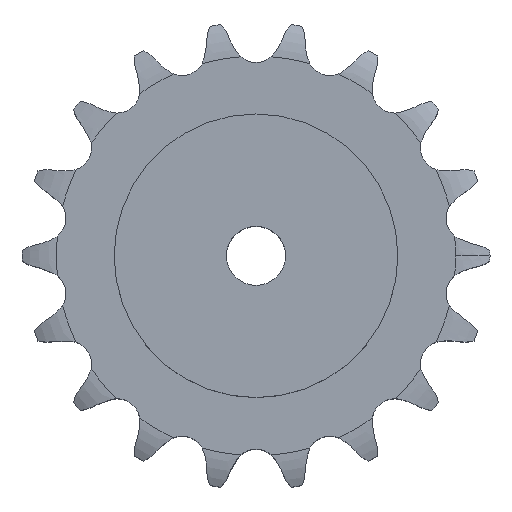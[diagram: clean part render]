
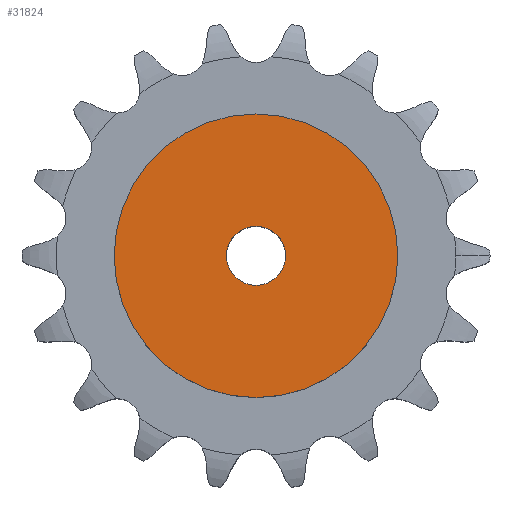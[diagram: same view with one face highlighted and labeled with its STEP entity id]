
A CAD part, top view. The second image highlights one B-rep face of the part: STEP entity #31824.
In plain terms, the highlighted planar face has unit normal (0, 0, 1).
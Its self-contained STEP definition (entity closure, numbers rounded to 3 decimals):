
#17132 = CYLINDRICAL_SURFACE('',#17133,12.5);
#17133 = AXIS2_PLACEMENT_3D('',#17134,#17135,#17136);
#17134 = CARTESIAN_POINT('',(0.,0.,317.399));
#17135 = DIRECTION('',(0.,0.,1.));
#17136 = DIRECTION('',(1.,0.,0.));
#21792 = EDGE_CURVE('',#21793,#21793,#21795,.T.);
#21793 = VERTEX_POINT('',#21794);
#21794 = CARTESIAN_POINT('',(12.5,0.,80.));
#21795 = SURFACE_CURVE('',#21796,(#21801,#21808),.PCURVE_S1.);
#21796 = CIRCLE('',#21797,12.5);
#21797 = AXIS2_PLACEMENT_3D('',#21798,#21799,#21800);
#21798 = CARTESIAN_POINT('',(0.,0.,80.));
#21799 = DIRECTION('',(0.,0.,1.));
#21800 = DIRECTION('',(1.,0.,0.));
#21801 = PCURVE('',#17132,#21802);
#21802 = DEFINITIONAL_REPRESENTATION('',(#21803),#21807);
#21803 = LINE('',#21804,#21805);
#21804 = CARTESIAN_POINT('',(0.,-237.399));
#21805 = VECTOR('',#21806,1.);
#21806 = DIRECTION('',(1.,0.));
#21807 = ( GEOMETRIC_REPRESENTATION_CONTEXT(2) 
PARAMETRIC_REPRESENTATION_CONTEXT() REPRESENTATION_CONTEXT('2D SPACE',''
  ) );
#21808 = PCURVE('',#21809,#21814);
#21809 = PLANE('',#21810);
#21810 = AXIS2_PLACEMENT_3D('',#21811,#21812,#21813);
#21811 = CARTESIAN_POINT('',(0.,0.,80.)
  );
#21812 = DIRECTION('',(0.,0.,1.));
#21813 = DIRECTION('',(1.,0.,0.));
#21814 = DEFINITIONAL_REPRESENTATION('',(#21815),#21819);
#21815 = CIRCLE('',#21816,12.5);
#21816 = AXIS2_PLACEMENT_2D('',#21817,#21818);
#21817 = CARTESIAN_POINT('',(0.,0.));
#21818 = DIRECTION('',(1.,0.));
#21819 = ( GEOMETRIC_REPRESENTATION_CONTEXT(2) 
PARAMETRIC_REPRESENTATION_CONTEXT() REPRESENTATION_CONTEXT('2D SPACE',''
  ) );
#31824 = ADVANCED_FACE('',(#31825,#31856),#21809,.T.);
#31825 = FACE_BOUND('',#31826,.T.);
#31826 = EDGE_LOOP('',(#31827));
#31827 = ORIENTED_EDGE('',*,*,#31828,.T.);
#31828 = EDGE_CURVE('',#31829,#31829,#31831,.T.);
#31829 = VERTEX_POINT('',#31830);
#31830 = CARTESIAN_POINT('',(60.,0.,80.));
#31831 = SURFACE_CURVE('',#31832,(#31837,#31844),.PCURVE_S1.);
#31832 = CIRCLE('',#31833,60.);
#31833 = AXIS2_PLACEMENT_3D('',#31834,#31835,#31836);
#31834 = CARTESIAN_POINT('',(0.,0.,80.));
#31835 = DIRECTION('',(0.,0.,1.));
#31836 = DIRECTION('',(1.,0.,0.));
#31837 = PCURVE('',#21809,#31838);
#31838 = DEFINITIONAL_REPRESENTATION('',(#31839),#31843);
#31839 = CIRCLE('',#31840,60.);
#31840 = AXIS2_PLACEMENT_2D('',#31841,#31842);
#31841 = CARTESIAN_POINT('',(0.,0.));
#31842 = DIRECTION('',(1.,0.));
#31843 = ( GEOMETRIC_REPRESENTATION_CONTEXT(2) 
PARAMETRIC_REPRESENTATION_CONTEXT() REPRESENTATION_CONTEXT('2D SPACE',''
  ) );
#31844 = PCURVE('',#31845,#31850);
#31845 = CYLINDRICAL_SURFACE('',#31846,60.);
#31846 = AXIS2_PLACEMENT_3D('',#31847,#31848,#31849);
#31847 = CARTESIAN_POINT('',(0.,0.,0.));
#31848 = DIRECTION('',(-0.,-0.,-1.));
#31849 = DIRECTION('',(1.,0.,0.));
#31850 = DEFINITIONAL_REPRESENTATION('',(#31851),#31855);
#31851 = LINE('',#31852,#31853);
#31852 = CARTESIAN_POINT('',(-0.,-80.));
#31853 = VECTOR('',#31854,1.);
#31854 = DIRECTION('',(-1.,0.));
#31855 = ( GEOMETRIC_REPRESENTATION_CONTEXT(2) 
PARAMETRIC_REPRESENTATION_CONTEXT() REPRESENTATION_CONTEXT('2D SPACE',''
  ) );
#31856 = FACE_BOUND('',#31857,.T.);
#31857 = EDGE_LOOP('',(#31858));
#31858 = ORIENTED_EDGE('',*,*,#21792,.F.);
